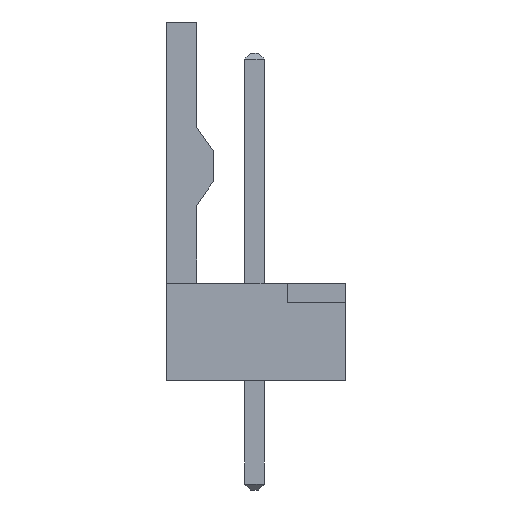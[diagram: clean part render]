
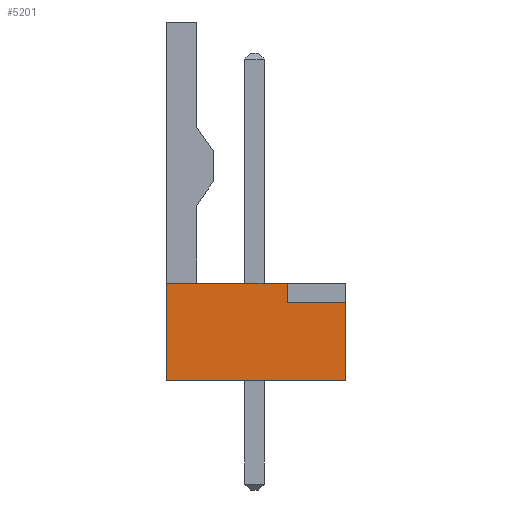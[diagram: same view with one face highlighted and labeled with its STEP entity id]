
A CAD part, left-side view. The second image highlights one B-rep face of the part: STEP entity #5201.
In plain terms, the highlighted planar face has unit normal (-1, 0, 0).
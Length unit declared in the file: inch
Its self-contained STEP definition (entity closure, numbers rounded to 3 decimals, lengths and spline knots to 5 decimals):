
#174=FACE_OUTER_BOUND('',#458,.T.);
#458=EDGE_LOOP('',(#3744,#3745,#3746,#3747,#3748,#3749));
#962=LINE('',#7623,#1668);
#963=LINE('',#7625,#1669);
#964=LINE('',#7627,#1670);
#965=LINE('',#7629,#1671);
#966=LINE('',#7631,#1672);
#967=LINE('',#7632,#1673);
#1668=VECTOR('',#6267,39.37008);
#1669=VECTOR('',#6268,39.37008);
#1670=VECTOR('',#6269,39.37008);
#1671=VECTOR('',#6270,39.37008);
#1672=VECTOR('',#6271,39.37008);
#1673=VECTOR('',#6272,39.37008);
#2254=VERTEX_POINT('',#7621);
#2255=VERTEX_POINT('',#7622);
#2256=VERTEX_POINT('',#7624);
#2257=VERTEX_POINT('',#7626);
#2258=VERTEX_POINT('',#7628);
#2259=VERTEX_POINT('',#7630);
#2818=EDGE_CURVE('',#2254,#2255,#962,.T.);
#2819=EDGE_CURVE('',#2256,#2254,#963,.T.);
#2820=EDGE_CURVE('',#2257,#2256,#964,.T.);
#2821=EDGE_CURVE('',#2258,#2257,#965,.T.);
#2822=EDGE_CURVE('',#2259,#2258,#966,.T.);
#2823=EDGE_CURVE('',#2255,#2259,#967,.T.);
#3744=ORIENTED_EDGE('',*,*,#2818,.F.);
#3745=ORIENTED_EDGE('',*,*,#2819,.F.);
#3746=ORIENTED_EDGE('',*,*,#2820,.F.);
#3747=ORIENTED_EDGE('',*,*,#2821,.F.);
#3748=ORIENTED_EDGE('',*,*,#2822,.F.);
#3749=ORIENTED_EDGE('',*,*,#2823,.F.);
#4736=PLANE('',#5499);
#5201=ADVANCED_FACE('',(#174),#4736,.F.);
#5499=AXIS2_PLACEMENT_3D('',#7620,#6265,#6266);
#6265=DIRECTION('center_axis',(1.,0.,0.));
#6266=DIRECTION('ref_axis',(0.,1.,0.));
#6267=DIRECTION('',(0.,0.,1.));
#6268=DIRECTION('',(0.,1.,0.));
#6269=DIRECTION('',(0.,0.,-1.));
#6270=DIRECTION('',(0.,-1.,0.));
#6271=DIRECTION('',(0.,0.,-1.));
#6272=DIRECTION('',(0.,-1.,0.));
#7620=CARTESIAN_POINT('Origin',(-0.5,-0.1221,-0.0025));
#7621=CARTESIAN_POINT('',(-0.5,0.1125,0.));
#7622=CARTESIAN_POINT('',(-0.5,0.1125,0.125));
#7623=CARTESIAN_POINT('',(-0.5,0.1125,0.0625));
#7624=CARTESIAN_POINT('',(-0.5,-0.1175,0.));
#7625=CARTESIAN_POINT('',(-0.5,-0.0025,0.));
#7626=CARTESIAN_POINT('',(-0.5,-0.1175,0.1));
#7627=CARTESIAN_POINT('',(-0.5,-0.1175,0.0625));
#7628=CARTESIAN_POINT('',(-0.5,-0.0425,0.1));
#7629=CARTESIAN_POINT('',(-0.5,-0.0025,0.1));
#7630=CARTESIAN_POINT('',(-0.5,-0.0425,0.125));
#7631=CARTESIAN_POINT('',(-0.5,-0.0425,0.0625));
#7632=CARTESIAN_POINT('',(-0.5,-0.0025,0.125));
